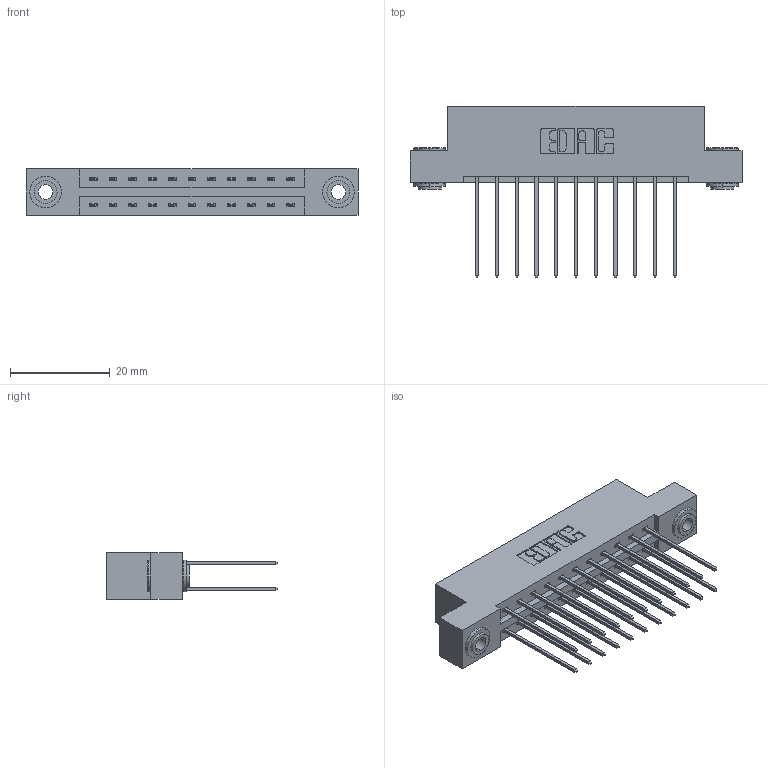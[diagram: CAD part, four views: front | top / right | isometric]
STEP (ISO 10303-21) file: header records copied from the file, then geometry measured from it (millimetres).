
FILE_DESCRIPTION (( 'STEP AP203' ), '1' );
FILE_NAME ('337-022-541-203.STEP', '2018-08-05T14:11:14', ( '' ), ( '' ), 'SwSTEP 2.0', 'SolidWorks 2016', '' );
FILE_SCHEMA (( 'CONFIG_CONTROL_DESIGN' ));
Length unit declared in the file: inch
Products named in the file (4): 337 Part_Flush Mounting Lugs - 0.156 Dia-TH; 345-292-001_345-293-141; 345-250-002_345-250-002-102; 337-022-541-203
Assembly tree (25 placements, depth 2):
  337-022-541-203
    337 Part_Flush Mounting Lugs - 0.156 Dia-TH
    345-292-001_345-293-141  x22
    345-250-002_345-250-002-102  x2
Bounding box: 66.6 x 34.3 x 9.4 mm (x, y, z)
Volume: 6751.7 mm3; surface area: 8189.6 mm2
Topology: 25 solids, 25 shells, 1340 faces, 3929 edges, 2586 vertices
Faces by surface type: plane 916, cylinder 416, cone 8
Entity records: 13206 total; most frequent: CARTESIAN_POINT 2225, ORIENTED_EDGE 2154, DIRECTION 1983, EDGE_CURVE 1077, VECTOR 925, LINE 925, VERTEX_POINT 714, AXIS2_PLACEMENT_3D 529
